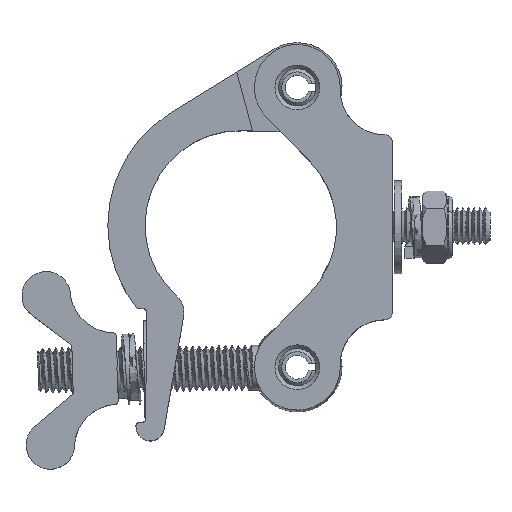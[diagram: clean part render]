
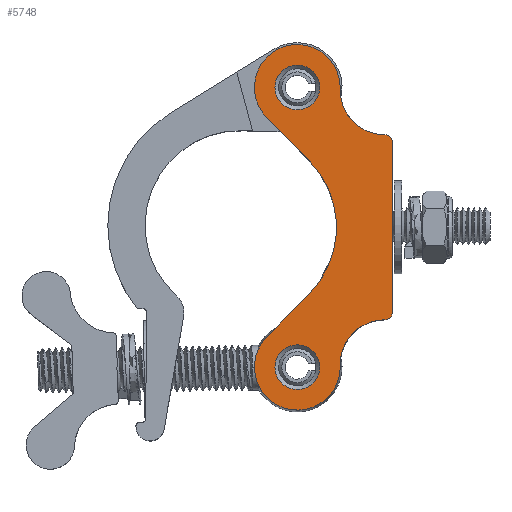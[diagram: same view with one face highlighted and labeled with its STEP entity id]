
A CAD part, top view. The second image highlights one B-rep face of the part: STEP entity #5748.
In plain terms, the highlighted planar face has unit normal (0, 0, 1).
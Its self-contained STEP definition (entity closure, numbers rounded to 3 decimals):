
#57=FACE_BOUND('',#1224,.T.);
#58=FACE_BOUND('',#1225,.T.);
#859=FACE_OUTER_BOUND('',#1223,.T.);
#1223=EDGE_LOOP('',(#5134,#5135,#5136,#5137,#5138,#5139,#5140,#5141,#5142,
#5143));
#1224=EDGE_LOOP('',(#5144));
#1225=EDGE_LOOP('',(#5145));
#1434=CIRCLE('',#6207,11.5);
#1451=CIRCLE('',#6244,12.);
#1452=CIRCLE('',#6246,11.5);
#1453=CIRCLE('',#6248,25.4);
#1455=CIRCLE('',#6254,12.);
#1456=CIRCLE('',#6256,2.);
#1457=CIRCLE('',#6259,6.);
#1458=CIRCLE('',#6261,2.);
#1459=CIRCLE('',#6262,6.);
#1780=LINE('',#17390,#2156);
#1788=LINE('',#17408,#2164);
#1823=LINE('',#18233,#2199);
#2156=VECTOR('',#7389,1.);
#2164=VECTOR('',#7403,1.);
#2199=VECTOR('',#7536,1.);
#2690=VERTEX_POINT('',#17387);
#2691=VERTEX_POINT('',#17389);
#2694=VERTEX_POINT('',#17397);
#2697=VERTEX_POINT('',#17405);
#2698=VERTEX_POINT('',#17407);
#2736=VERTEX_POINT('',#18205);
#2737=VERTEX_POINT('',#18207);
#2739=VERTEX_POINT('',#18223);
#2740=VERTEX_POINT('',#18227);
#2741=VERTEX_POINT('',#18231);
#2742=VERTEX_POINT('',#18235);
#2743=VERTEX_POINT('',#18240);
#3462=EDGE_CURVE('',#2691,#2690,#1780,.T.);
#3467=EDGE_CURVE('',#2690,#2694,#1434,.T.);
#3471=EDGE_CURVE('',#2698,#2697,#1788,.T.);
#3531=EDGE_CURVE('',#2737,#2736,#1451,.T.);
#3533=EDGE_CURVE('',#2736,#2698,#1452,.T.);
#3534=EDGE_CURVE('',#2697,#2691,#1453,.T.);
#3540=EDGE_CURVE('',#2694,#2739,#1455,.T.);
#3542=EDGE_CURVE('',#2739,#2740,#1456,.T.);
#3544=EDGE_CURVE('',#2740,#2741,#1823,.T.);
#3546=EDGE_CURVE('',#2742,#2742,#1457,.T.);
#3547=EDGE_CURVE('',#2741,#2737,#1458,.T.);
#3548=EDGE_CURVE('',#2743,#2743,#1459,.T.);
#5134=ORIENTED_EDGE('',*,*,#3540,.T.);
#5135=ORIENTED_EDGE('',*,*,#3542,.T.);
#5136=ORIENTED_EDGE('',*,*,#3544,.T.);
#5137=ORIENTED_EDGE('',*,*,#3547,.T.);
#5138=ORIENTED_EDGE('',*,*,#3531,.T.);
#5139=ORIENTED_EDGE('',*,*,#3533,.T.);
#5140=ORIENTED_EDGE('',*,*,#3471,.T.);
#5141=ORIENTED_EDGE('',*,*,#3534,.T.);
#5142=ORIENTED_EDGE('',*,*,#3462,.T.);
#5143=ORIENTED_EDGE('',*,*,#3467,.T.);
#5144=ORIENTED_EDGE('',*,*,#3548,.T.);
#5145=ORIENTED_EDGE('',*,*,#3546,.T.);
#5454=PLANE('',#6260);
#5748=ADVANCED_FACE('',(#859,#57,#58),#5454,.T.);
#6207=AXIS2_PLACEMENT_3D('',#17399,#7396,#7397);
#6244=AXIS2_PLACEMENT_3D('',#18208,#7501,#7502);
#6246=AXIS2_PLACEMENT_3D('',#18211,#7506,#7507);
#6248=AXIS2_PLACEMENT_3D('',#18213,#7510,#7511);
#6254=AXIS2_PLACEMENT_3D('',#18225,#7526,#7527);
#6256=AXIS2_PLACEMENT_3D('',#18229,#7531,#7532);
#6259=AXIS2_PLACEMENT_3D('',#18237,#7540,#7541);
#6260=AXIS2_PLACEMENT_3D('',#18238,#7542,#7543);
#6261=AXIS2_PLACEMENT_3D('',#18239,#7544,#7545);
#6262=AXIS2_PLACEMENT_3D('',#18241,#7546,#7547);
#7389=DIRECTION('',(-0.7,-0.714,0.));
#7396=DIRECTION('center_axis',(0.,0.,
1.));
#7397=DIRECTION('ref_axis',(-0.378,-0.926,0.));
#7403=DIRECTION('',(0.7,-0.714,0.));
#7501=DIRECTION('center_axis',(0.,0.,
-1.));
#7502=DIRECTION('ref_axis',(-0.727,-0.687,0.));
#7506=DIRECTION('center_axis',(0.,0.,
1.));
#7507=DIRECTION('ref_axis',(-0.378,0.926,0.));
#7510=DIRECTION('center_axis',(0.,0.,
-1.));
#7511=DIRECTION('ref_axis',(1.,0.,0.));
#7526=DIRECTION('center_axis',(0.,0.,
-1.));
#7527=DIRECTION('ref_axis',(-0.727,0.687,0.));
#7531=DIRECTION('center_axis',(0.,0.,
1.));
#7532=DIRECTION('ref_axis',(0.707,-0.708,0.));
#7536=DIRECTION('',(0.,1.,0.));
#7540=DIRECTION('center_axis',(0.,0.,
-1.));
#7541=DIRECTION('ref_axis',(0.,1.,0.));
#7542=DIRECTION('center_axis',(0.,0.,
1.));
#7543=DIRECTION('ref_axis',(-1.,0.,0.));
#7544=DIRECTION('center_axis',(0.,0.,
1.));
#7545=DIRECTION('ref_axis',(0.707,0.708,0.));
#7546=DIRECTION('center_axis',(0.,0.,
-1.));
#7547=DIRECTION('ref_axis',(0.,1.,0.));
#17387=CARTESIAN_POINT('',(-19.924,9.142,70.946));
#17389=CARTESIAN_POINT('',(-8.487,20.796,70.946));
#17390=CARTESIAN_POINT('',(-19.924,9.142,70.946));
#17397=CARTESIAN_POINT('',(-0.216,1.086,70.946));
#17399=CARTESIAN_POINT('Origin',(-11.716,1.086,70.946));
#17405=CARTESIAN_POINT('',(-8.487,56.377,70.946));
#17407=CARTESIAN_POINT('',(-19.924,68.032,70.946));
#17408=CARTESIAN_POINT('',(-8.487,56.377,70.946));
#18205=CARTESIAN_POINT('',(-0.216,76.086,70.946));
#18207=CARTESIAN_POINT('',(11.781,63.38,70.946));
#18208=CARTESIAN_POINT('Origin',(11.763,75.38,70.946));
#18211=CARTESIAN_POINT('Origin',(-11.716,76.086,70.946));
#18213=CARTESIAN_POINT('Origin',(-26.616,38.586,70.946));
#18223=CARTESIAN_POINT('',(11.781,13.793,70.946));
#18225=CARTESIAN_POINT('Origin',(11.763,1.793,70.946));
#18227=CARTESIAN_POINT('',(13.784,15.793,70.946));
#18229=CARTESIAN_POINT('Origin',(11.784,15.793,70.946));
#18231=CARTESIAN_POINT('',(13.784,61.38,70.946));
#18233=CARTESIAN_POINT('',(13.784,61.38,70.946));
#18235=CARTESIAN_POINT('',(-11.716,70.086,70.946));
#18237=CARTESIAN_POINT('Origin',(-11.716,76.086,70.946));
#18238=CARTESIAN_POINT('Origin',(-3.806,38.586,70.946));
#18239=CARTESIAN_POINT('Origin',(11.784,61.38,70.946));
#18240=CARTESIAN_POINT('',(-11.716,-4.914,70.946));
#18241=CARTESIAN_POINT('Origin',(-11.716,1.086,70.946));
